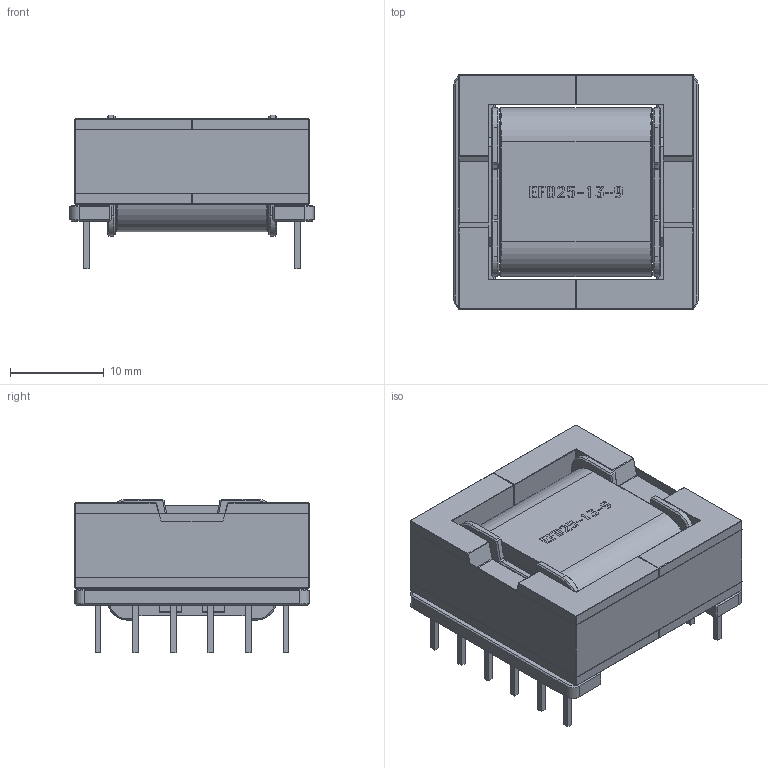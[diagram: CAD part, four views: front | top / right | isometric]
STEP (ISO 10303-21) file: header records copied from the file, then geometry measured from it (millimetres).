
FILE_DESCRIPTION(/* description */ ('model of EFD25-13-9_12pin_pitch4mm'),/* implementation_level */ '2;1');
FILE_NAME(/* name */ 'EFD25-13-9_12pin_pitch4mm.stp',/* time_stamp */ '2016-01-08T00:25:08',/* author */ ('Joan The Spark',''),/* organization */ (''),/* preprocessor_version */ '',/* originating_system */ '',/* authorisation */ '');
FILE_SCHEMA (('AUTOMOTIVE_DESIGN { 1 0 10303 214 3 1 1 }'));
Length unit declared in the file: millimetre
Products named in the file (1): EFD-x-x-x_series
Bounding box: 26 x 25.1 x 16.4 mm (x, y, z)
Volume: 6437.5 mm3; surface area: 4687.9 mm2
Topology: 2 solids, 2 shells, 663 faces, 1601 edges, 978 vertices
Faces by surface type: plane 587, cylinder 52, cone 24
Entity records: 19348 total; most frequent: CARTESIAN_POINT 3251, ORIENTED_EDGE 3202, DIRECTION 3061, EDGE_CURVE 1601, LINE 1461, VECTOR 1461, VERTEX_POINT 978, AXIS2_PLACEMENT_3D 800
